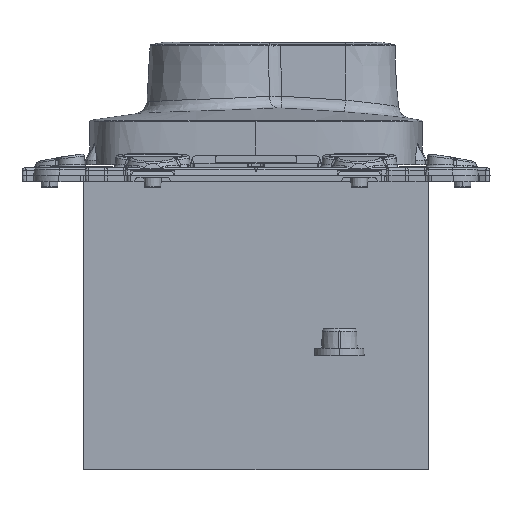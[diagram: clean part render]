
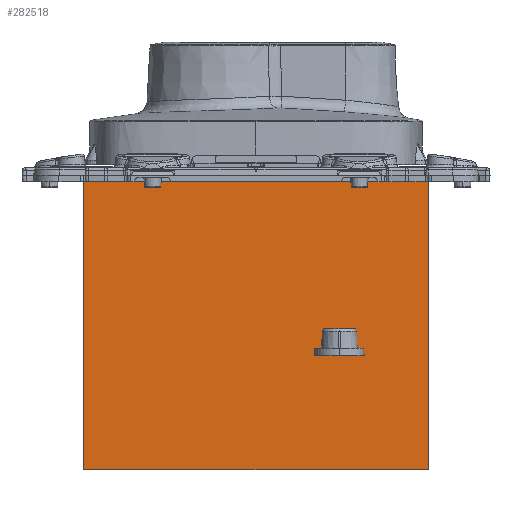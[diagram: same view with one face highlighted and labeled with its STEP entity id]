
A CAD part, left-side view. The second image highlights one B-rep face of the part: STEP entity #282518.
In plain terms, the highlighted planar face has unit normal (-1, 0, 0).
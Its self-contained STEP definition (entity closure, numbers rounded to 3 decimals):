
#282490=AXIS2_PLACEMENT_3D('Plane Axis2P3D',#282487,#282488,#282489) ;
#10006=CARTESIAN_POINT('Vertex',(-27.5,9.38,0.)) ;
#10027=CARTESIAN_POINT('Vertex',(-27.5,4.117,0.)) ;
#12003=CARTESIAN_POINT('Vertex',(-27.5,27.5,0.)) ;
#12006=CARTESIAN_POINT('Line Origine',(-27.5,18.44,0.)) ;
#12011=CARTESIAN_POINT('Line Origine',(-27.5,-11.692,0.)) ;
#12015=CARTESIAN_POINT('Vertex',(-27.5,-27.5,0.)) ;
#129829=CARTESIAN_POINT('Line Origine',(-27.5,6.749,0.)) ;
#175299=CARTESIAN_POINT('Vertex',(-27.5,-14.3,-26.6)) ;
#175337=CARTESIAN_POINT('Vertex',(-27.5,-14.3,-27.8)) ;
#175340=CARTESIAN_POINT('Line Origine',(-27.5,-14.3,-27.2)) ;
#175414=CARTESIAN_POINT('Vertex',(-27.5,-12.3,-27.8)) ;
#175442=CARTESIAN_POINT('Vertex',(-27.5,-12.3,-26.6)) ;
#175445=CARTESIAN_POINT('Line Origine',(-27.5,-12.3,-27.2)) ;
#175478=CARTESIAN_POINT('Line Origine',(-27.5,-13.3,-26.6)) ;
#175529=CARTESIAN_POINT('Line Origine',(-27.5,-13.3,-27.8)) ;
#282460=CARTESIAN_POINT('Vertex',(-27.5,27.5,-46.)) ;
#282463=CARTESIAN_POINT('Line Origine',(-27.5,27.5,-23.)) ;
#282487=CARTESIAN_POINT('Axis2P3D Location',(-27.5,-27.5,0.)) ;
#282492=CARTESIAN_POINT('Line Origine',(-27.5,0.,-46.)) ;
#282496=CARTESIAN_POINT('Vertex',(-27.5,-27.5,-46.)) ;
#282499=CARTESIAN_POINT('Line Origine',(-27.5,-27.5,-23.)) ;
#12007=DIRECTION('Vector Direction',(0.,1.,0.)) ;
#12012=DIRECTION('Vector Direction',(0.,1.,0.)) ;
#129830=DIRECTION('Vector Direction',(0.,1.,0.)) ;
#175341=DIRECTION('Vector Direction',(0.,0.,-1.)) ;
#175446=DIRECTION('Vector Direction',(0.,0.,-1.)) ;
#175479=DIRECTION('Vector Direction',(0.,1.,0.)) ;
#175530=DIRECTION('Vector Direction',(0.,1.,0.)) ;
#282464=DIRECTION('Vector Direction',(0.,0.,-1.)) ;
#282488=DIRECTION('Axis2P3D Direction',(-1.,0.,0.)) ;
#282489=DIRECTION('Axis2P3D XDirection',(0.,1.,0.)) ;
#282493=DIRECTION('Vector Direction',(0.,1.,0.)) ;
#282500=DIRECTION('Vector Direction',(0.,0.,-1.)) ;
#12008=VECTOR('Line Direction',#12007,1.) ;
#12013=VECTOR('Line Direction',#12012,1.) ;
#129831=VECTOR('Line Direction',#129830,1.) ;
#175342=VECTOR('Line Direction',#175341,1.) ;
#175447=VECTOR('Line Direction',#175446,1.) ;
#175480=VECTOR('Line Direction',#175479,1.) ;
#175531=VECTOR('Line Direction',#175530,1.) ;
#282465=VECTOR('Line Direction',#282464,1.) ;
#282494=VECTOR('Line Direction',#282493,1.) ;
#282501=VECTOR('Line Direction',#282500,1.) ;
#282505=ORIENTED_EDGE('',*,*,#282498,.T.) ;
#282506=ORIENTED_EDGE('',*,*,#282503,.F.) ;
#282507=ORIENTED_EDGE('',*,*,#12017,.F.) ;
#282508=ORIENTED_EDGE('',*,*,#129833,.F.) ;
#282509=ORIENTED_EDGE('',*,*,#12010,.F.) ;
#282510=ORIENTED_EDGE('',*,*,#282467,.T.) ;
#282513=ORIENTED_EDGE('',*,*,#175449,.F.) ;
#282514=ORIENTED_EDGE('',*,*,#175482,.F.) ;
#282515=ORIENTED_EDGE('',*,*,#175344,.T.) ;
#282516=ORIENTED_EDGE('',*,*,#175533,.T.) ;
#282517=FACE_BOUND('',#282512,.T.) ;
#282518=ADVANCED_FACE('PartBody',(#282511,#282517),#282491,.T.) ;
#12010=EDGE_CURVE('',#12004,#10007,#12009,.F.) ;
#12017=EDGE_CURVE('',#10028,#12016,#12014,.F.) ;
#129833=EDGE_CURVE('',#10007,#10028,#129832,.F.) ;
#175344=EDGE_CURVE('',#175300,#175338,#175343,.T.) ;
#175449=EDGE_CURVE('',#175443,#175415,#175448,.T.) ;
#175482=EDGE_CURVE('',#175300,#175443,#175481,.T.) ;
#175533=EDGE_CURVE('',#175338,#175415,#175532,.T.) ;
#282467=EDGE_CURVE('',#12004,#282461,#282466,.T.) ;
#282498=EDGE_CURVE('',#282461,#282497,#282495,.F.) ;
#282503=EDGE_CURVE('',#12016,#282497,#282502,.T.) ;
#282504=EDGE_LOOP('',(#282505,#282506,#282507,#282508,#282509,#282510)) ;
#282512=EDGE_LOOP('',(#282513,#282514,#282515,#282516)) ;
#282511=FACE_OUTER_BOUND('',#282504,.T.) ;
#12009=LINE('Line',#12006,#12008) ;
#12014=LINE('Line',#12011,#12013) ;
#129832=LINE('Line',#129829,#129831) ;
#175343=LINE('Line',#175340,#175342) ;
#175448=LINE('Line',#175445,#175447) ;
#175481=LINE('Line',#175478,#175480) ;
#175532=LINE('Line',#175529,#175531) ;
#282466=LINE('Line',#282463,#282465) ;
#282495=LINE('Line',#282492,#282494) ;
#282502=LINE('Line',#282499,#282501) ;
#282491=PLANE('',#282490) ;
#10007=VERTEX_POINT('',#10006) ;
#10028=VERTEX_POINT('',#10027) ;
#12004=VERTEX_POINT('',#12003) ;
#12016=VERTEX_POINT('',#12015) ;
#175300=VERTEX_POINT('',#175299) ;
#175338=VERTEX_POINT('',#175337) ;
#175415=VERTEX_POINT('',#175414) ;
#175443=VERTEX_POINT('',#175442) ;
#282461=VERTEX_POINT('',#282460) ;
#282497=VERTEX_POINT('',#282496) ;
